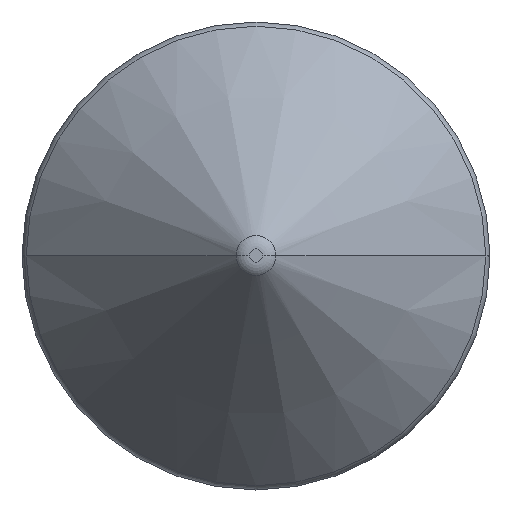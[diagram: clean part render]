
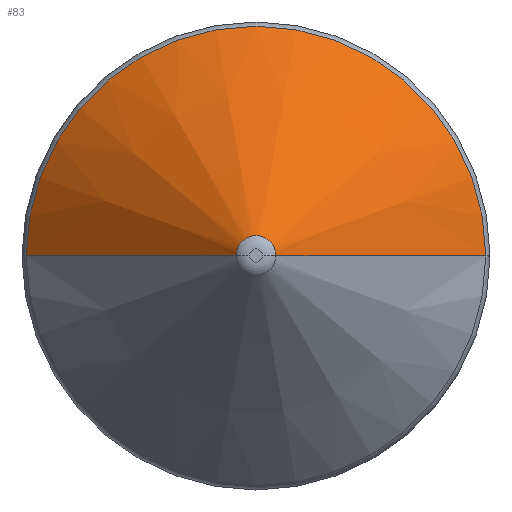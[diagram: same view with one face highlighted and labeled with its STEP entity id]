
A CAD part, top view. The second image highlights one B-rep face of the part: STEP entity #83.
In plain terms, the highlighted conical face has half-angle 41 degrees and reference radius 0.452 mm.
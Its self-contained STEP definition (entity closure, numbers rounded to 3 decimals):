
#57 = VERTEX_POINT ( 'NONE', #255 ) ;
#58 = ORIENTED_EDGE ( 'NONE', *, *, #73, .F. ) ;
#60 = EDGE_CURVE ( 'NONE', #61, #57, #378, .T. ) ;
#61 = VERTEX_POINT ( 'NONE', #383 ) ;
#62 = ORIENTED_EDGE ( 'NONE', *, *, #72, .T. ) ;
#72 = EDGE_CURVE ( 'NONE', #57, #76, #352, .T. ) ;
#73 = EDGE_CURVE ( 'NONE', #61, #92, #202, .T. ) ;
#75 = ORIENTED_EDGE ( 'NONE', *, *, #93, .F. ) ;
#76 = VERTEX_POINT ( 'NONE', #484 ) ;
#83 = ADVANCED_FACE ( 'NONE', ( #506 ), #432, .T. ) ;
#84 = ORIENTED_EDGE ( 'NONE', *, *, #60, .T. ) ;
#87 = EDGE_LOOP ( 'NONE', ( #84, #62, #75, #58 ) ) ;
#92 = VERTEX_POINT ( 'NONE', #430 ) ;
#93 = EDGE_CURVE ( 'NONE', #92, #76, #425, .T. ) ;
#199 = DIRECTION ( 'NONE',  ( -0.656, 0., -0.755 ) ) ;
#200 = VECTOR ( 'NONE', #199, 1000. ) ;
#201 = CARTESIAN_POINT ( 'NONE',  ( -0.452, 0., 89.862 ) ) ;
#202 = LINE ( 'NONE', #201, #200 ) ;
#255 = CARTESIAN_POINT ( 'NONE',  ( 0.452, 0., 89.862 ) ) ;
#336 = DIRECTION ( 'NONE',  ( -1., 0., 0. ) ) ;
#337 = DIRECTION ( 'NONE',  ( 0., 0., -1. ) ) ;
#338 = CARTESIAN_POINT ( 'NONE',  ( 0., 0., 89.862 ) ) ;
#349 = DIRECTION ( 'NONE',  ( 0.656, 0., -0.755 ) ) ;
#350 = VECTOR ( 'NONE', #349, 1000. ) ;
#351 = CARTESIAN_POINT ( 'NONE',  ( 0.452, 0., 89.862 ) ) ;
#352 = LINE ( 'NONE', #351, #350 ) ;
#377 = AXIS2_PLACEMENT_3D ( 'NONE', #338, #337, #336 ) ;
#378 = CIRCLE ( 'NONE', #377, 0.452 ) ;
#383 = CARTESIAN_POINT ( 'NONE',  ( -0.452, 0., 89.862 ) ) ;
#422 = DIRECTION ( 'NONE',  ( -1., 0., 0. ) ) ;
#423 = DIRECTION ( 'NONE',  ( 0., 0., -1. ) ) ;
#424 = CARTESIAN_POINT ( 'NONE',  ( 0., 0., 84.375 ) ) ;
#425 = CIRCLE ( 'NONE', #499, 5.222 ) ;
#429 = DIRECTION ( 'NONE',  ( -1., 0., 0. ) ) ;
#430 = CARTESIAN_POINT ( 'NONE',  ( -5.222, 0., 84.375 ) ) ;
#432 = CONICAL_SURFACE ( 'NONE', #483, 0.452, 0.716 ) ;
#433 = DIRECTION ( 'NONE',  ( 0., 0., -1. ) ) ;
#483 = AXIS2_PLACEMENT_3D ( 'NONE', #486, #433, #429 ) ;
#484 = CARTESIAN_POINT ( 'NONE',  ( 5.222, 0., 84.375 ) ) ;
#486 = CARTESIAN_POINT ( 'NONE',  ( 0., 0., 89.862 ) ) ;
#499 = AXIS2_PLACEMENT_3D ( 'NONE', #424, #423, #422 ) ;
#506 = FACE_OUTER_BOUND ( 'NONE', #87, .T. ) ;
